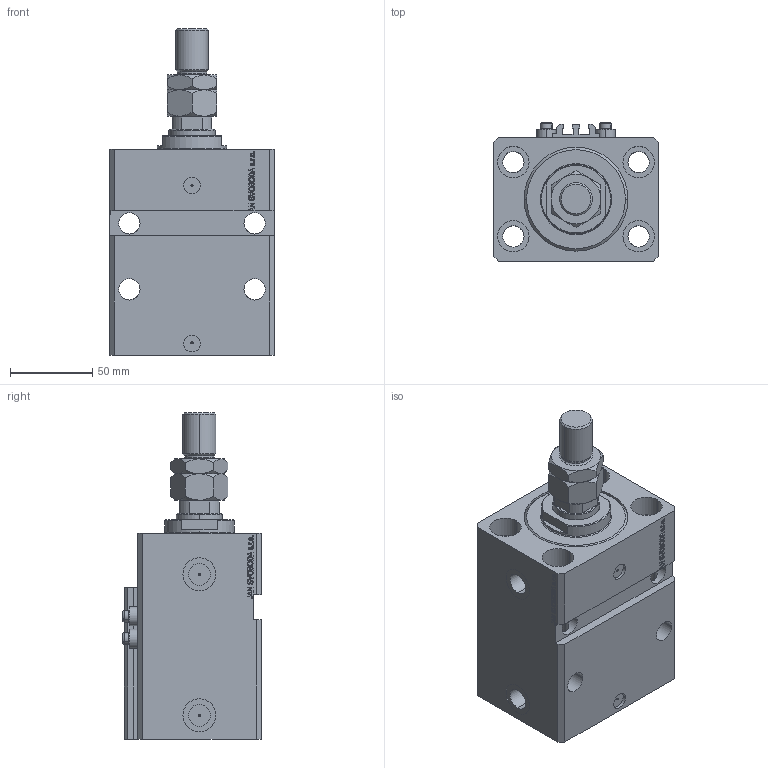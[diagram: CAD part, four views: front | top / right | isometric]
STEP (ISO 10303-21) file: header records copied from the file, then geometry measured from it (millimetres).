
FILE_DESCRIPTION (( 'STEP AP203' ), '1' );
FILE_NAME ('82b8.STEP', '2023-10-07T19:56:29', ( '' ), ( '' ), 'SwSTEP 2.0', 'SolidWorks 2019', '' );
FILE_SCHEMA (( 'CONFIG_CONTROL_DESIGN' ));
Length unit declared in the file: millimetre
Products named in the file (6): V250CE_C_VCP cd8e69ac118b7f2985c8417c533b0d45; ALLEN BOLT V250CE cd8e69ac118b7f2985c8417c533b0d45; V250CE_VC_E cd8e69ac118b7f2985c8417c533b0d45; MTA cd8e69ac118b7f2985c8417c533b0d45; 82b8; V250CE_E_Body cd8e69ac118b7f2985c8417c533b0d45
Assembly tree (8 placements, depth 2):
  82b8
    V250CE_E_Body cd8e69ac118b7f2985c8417c533b0d45
    ALLEN BOLT V250CE cd8e69ac118b7f2985c8417c533b0d45  x4
    V250CE_C_VCP cd8e69ac118b7f2985c8417c533b0d45
    V250CE_VC_E cd8e69ac118b7f2985c8417c533b0d45
    MTA cd8e69ac118b7f2985c8417c533b0d45
Bounding box: 100 x 84 x 198 mm (x, y, z)
Volume: 796723.6 mm3; surface area: 156207.2 mm2
Topology: 9 solids, 9 shells, 1157 faces, 2876 edges, 1845 vertices
Faces by surface type: plane 550, bspline 357, cylinder 150, cone 84, torus 16
Entity records: 49771 total; most frequent: CARTESIAN_POINT 25589, ORIENTED_EDGE 5442, DIRECTION 3635, EDGE_CURVE 2721, VERTEX_POINT 1761, VECTOR 1629, LINE 1629, EDGE_LOOP 1220
